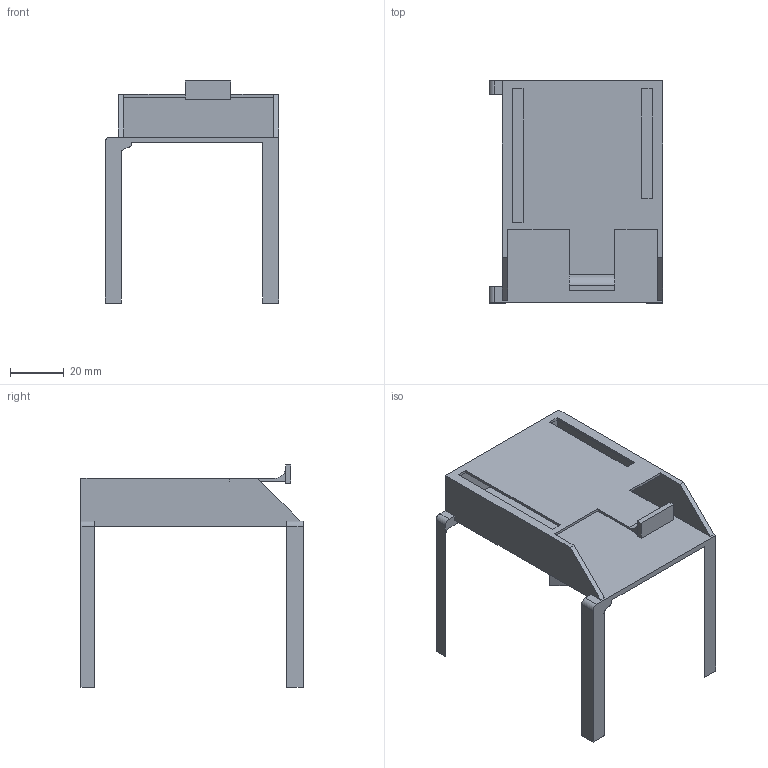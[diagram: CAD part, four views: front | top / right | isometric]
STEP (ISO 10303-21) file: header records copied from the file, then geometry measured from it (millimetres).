
FILE_DESCRIPTION(('STEP AP242'), '1');
FILE_NAME('ïîäñòàâêà', '', ('UNSPECIFIED'), ('UNSPECIFIED'), 'C3D Converter', 'C3D Toolkit', '');
FILE_SCHEMA(('AP242_MANAGED_MODEL_BASED_3D_ENGINEERING_MIM_LF { 1 0 10303 442 1 1 4 }'));
Length unit declared in the file: millimetre
Products named in the file (1):  ВО
Bounding box: 65 x 83 x 83 mm (x, y, z)
Volume: 22860.5 mm3; surface area: 28281.8 mm2
Topology: 1 solids, 1 shells, 59 faces, 165 edges, 108 vertices
Faces by surface type: plane 50, cylinder 8, bspline 1
Entity records: 1967 total; most frequent: CARTESIAN_POINT 410, ORIENTED_EDGE 330, DIRECTION 288, EDGE_CURVE 165, LINE 146, VECTOR 146, VERTEX_POINT 109, AXIS2_PLACEMENT_3D 71
